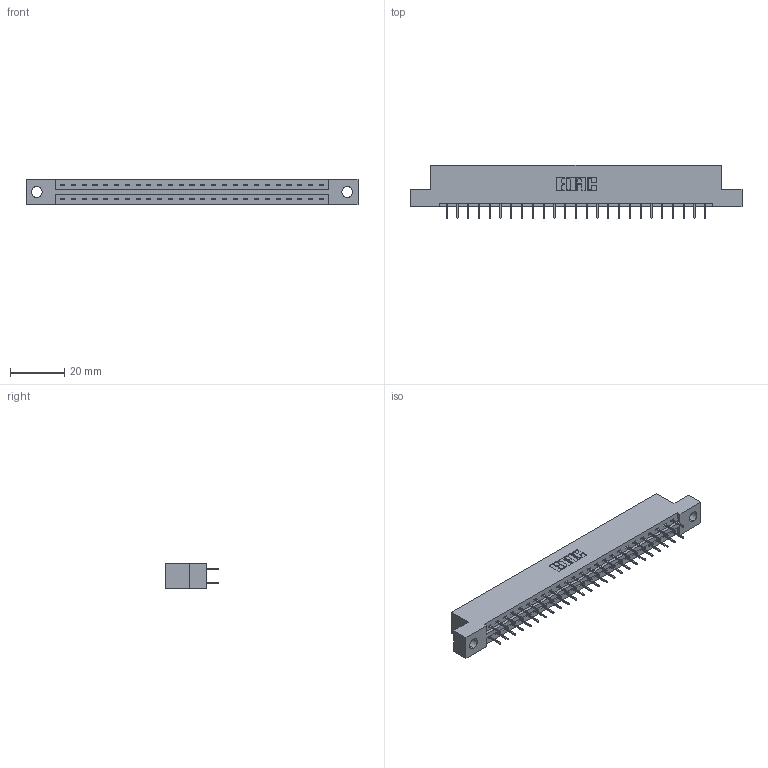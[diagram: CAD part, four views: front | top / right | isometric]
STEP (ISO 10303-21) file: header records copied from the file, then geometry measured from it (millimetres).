
FILE_DESCRIPTION (( 'STEP AP203' ), '1' );
FILE_NAME ('387-050-524-204.STEP', '2019-10-19T01:41:09', ( '' ), ( '' ), 'SwSTEP 2.0', 'SolidWorks 2016', '' );
FILE_SCHEMA (( 'CONFIG_CONTROL_DESIGN' ));
Length unit declared in the file: inch
Products named in the file (3): 387-050-524-204; 337 Part_Flush Mounting Lugs - 0.156 Dia-TH; 345-292-001_345-293-124
Assembly tree (51 placements, depth 2):
  387-050-524-204
    337 Part_Flush Mounting Lugs - 0.156 Dia-TH
    345-292-001_345-293-124  x50
Bounding box: 122.07 x 19.69 x 9.4 mm (x, y, z)
Volume: 12475.1 mm3; surface area: 13501.1 mm2
Topology: 51 solids, 51 shells, 3014 faces, 8561 edges, 5506 vertices
Faces by surface type: plane 2270, cylinder 744
Entity records: 21659 total; most frequent: CARTESIAN_POINT 3662, ORIENTED_EDGE 3598, DIRECTION 3147, EDGE_CURVE 1799, LINE 1675, VECTOR 1675, VERTEX_POINT 1194, AXIS2_PLACEMENT_3D 736
